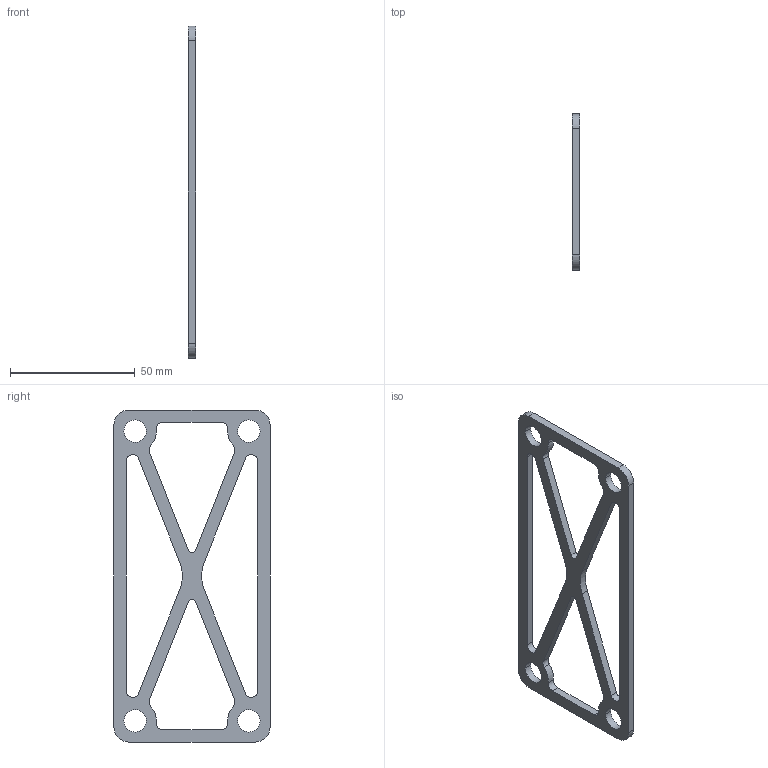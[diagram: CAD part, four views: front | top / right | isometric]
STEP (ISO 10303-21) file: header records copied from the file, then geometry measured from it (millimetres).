
FILE_DESCRIPTION(('CATIA V5 STEP Exchange'),'2;1');
FILE_NAME('insert de boite acier.stp','2020-07-07T18:25:43+00:00',('none'),('none'),'CATIA Version 5 Release 20 GA (IN-10)','CATIA V5 STEP AP203','none');
FILE_SCHEMA(('CONFIG_CONTROL_DESIGN'));
Length unit declared in the file: millimetre
Products named in the file (1): INSERT MOTEUR
Bounding box: 3 x 62.5 x 133 mm (x, y, z)
Volume: 9506.4 mm3; surface area: 9900.1 mm2
Topology: 1 solids, 1 shells, 50 faces, 144 edges, 96 vertices
Faces by surface type: cylinder 32, plane 18
Entity records: 1642 total; most frequent: ORIENTED_EDGE 288, CARTESIAN_POINT 283, DIRECTION 228, EDGE_CURVE 144, AXIS2_PLACEMENT_3D 107, VERTEX_POINT 96, VECTOR 80, LINE 80
